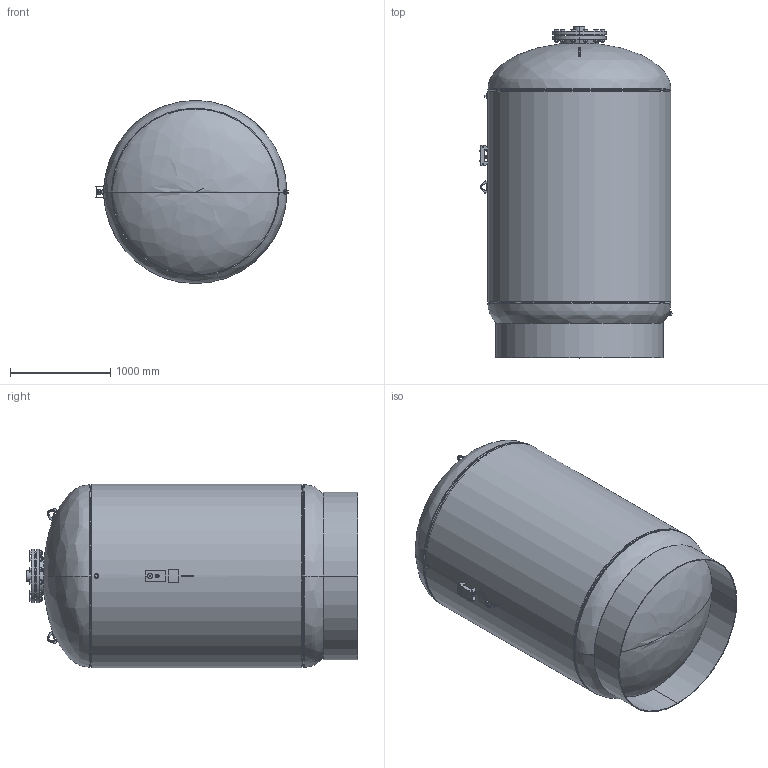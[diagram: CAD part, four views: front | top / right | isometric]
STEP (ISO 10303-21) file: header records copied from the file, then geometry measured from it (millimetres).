
FILE_DESCRIPTION (( 'STEP AP203' ), '1' );
FILE_NAME ('NLA-7500.STEP', '2021-01-20T21:16:01', ( '' ), ( '' ), 'SwSTEP 2.0', 'SolidWorks 2020', '' );
FILE_SCHEMA (( 'CONFIG_CONTROL_DESIGN' ));
Length unit declared in the file: inch
Products named in the file (29): NLA-7500; Couplings_9500577; 9500010; 9800585_HHBOLT 1.0000-8x4.5x4.5-N; 99P3903; 99J0601; 9800687_4464K255; 07200310_5081T17; 9200251; 9800460_03-34; 9500040; 9800401_9800400; 9801686_5388K24; 99K0776; PLUGS_9500150; 9800640_HHNUT 1.0000-8-D-N; 99B2907; 9500000; 99K0777; 9500050; 9800448; 9400542; BLIND FLANGES ASME B16.5_14 150# SA-105; 99M0553; 9500030; 9801685_121; 9600830_72" VERT; 99Q0732
Assembly tree (55 placements, depth 2):
  NLA-7500
    99B2907
    9200251
    9200251
    9500000
    9500010
    9500030
    9500040
    9500050  x2
    Couplings_9500577
    9800460_03-34
    07200310_5081T17
    9800401_9800400
    9800687_4464K255
    9801685_121
    9801686_5388K24
    99P3903
    PLUGS_9500150  x2
    99M0553
    BLIND FLANGES ASME B16.5_14 150# SA-105
    9800585_HHBOLT 1.0000-8x4.5x4.5-N  x12
    9800640_HHNUT 1.0000-8-D-N  x12
    99Q0732
    9800448
    99J0601
    9400542  x3
    99K0776  x2
    99K0777
    9600830_72" VERT
Bounding box: 1922.93 x 3317.93 x 1831.18 mm (x, y, z)
Volume: 215917144.3 mm3; surface area: 44745791.8 mm2
Topology: 60 solids, 60 shells, 2509 faces, 6714 edges, 4230 vertices
Faces by surface type: cylinder 1093, plane 603, cone 549, bspline 146, torus 109, sphere 9
Full cylindrical faces by diameter (mm): 1812.143 x1
Entity records: 113121 total; most frequent: CARTESIAN_POINT 64057, ORIENTED_EDGE 10344, DIRECTION 8046, EDGE_CURVE 5172, VERTEX_POINT 3327, AXIS2_PLACEMENT_3D 3216, EDGE_LOOP 2379, B_SPLINE_CURVE_WITH_KNOTS 1922
